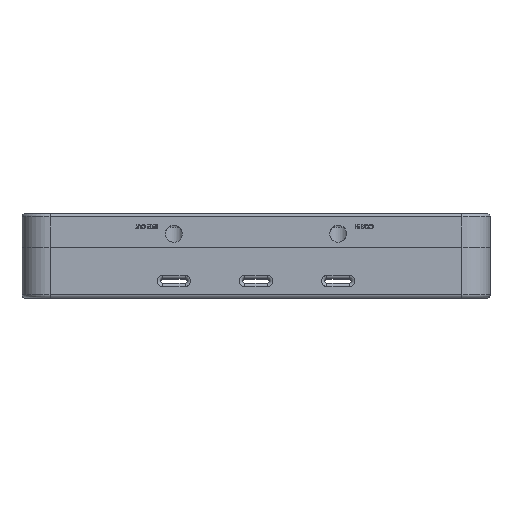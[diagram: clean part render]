
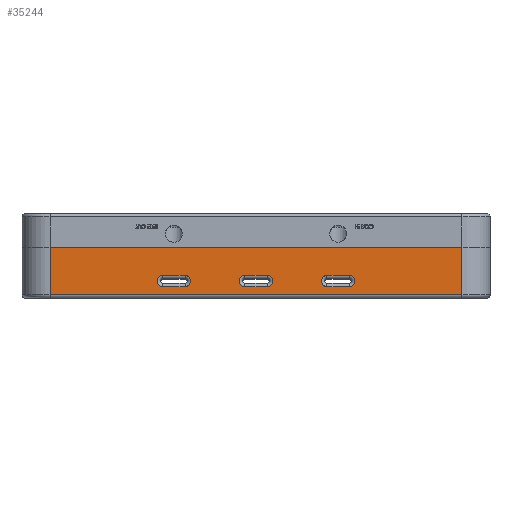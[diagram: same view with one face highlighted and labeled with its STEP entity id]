
A CAD part, top view. The second image highlights one B-rep face of the part: STEP entity #35244.
In plain terms, the highlighted planar face has unit normal (0, 0, 1).
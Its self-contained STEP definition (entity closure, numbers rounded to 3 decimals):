
#3957 = AXIS2_PLACEMENT_3D ( 'NONE', #16701, #16685, #16706 ) ;
#9753 = EDGE_CURVE ( 'NONE', #38948, #38335, #45872, .T. ) ;
#9998 = EDGE_CURVE ( 'NONE', #25821, #44023, #46419, .T. ) ;
#9999 = EDGE_CURVE ( 'NONE', #44023, #45103, #46405, .T. ) ;
#10000 = EDGE_CURVE ( 'NONE', #45103, #74991, #46427, .T. ) ;
#10001 = EDGE_CURVE ( 'NONE', #74991, #25821, #46429, .T. ) ;
#10002 = EDGE_CURVE ( 'NONE', #74934, #54482, #46433, .T. ) ;
#10003 = EDGE_CURVE ( 'NONE', #54482, #74922, #46423, .T. ) ;
#10004 = EDGE_CURVE ( 'NONE', #74922, #74963, #46439, .T. ) ;
#10005 = EDGE_CURVE ( 'NONE', #74963, #74934, #46441, .T. ) ;
#10006 = EDGE_CURVE ( 'NONE', #25813, #75010, #46445, .T. ) ;
#10007 = EDGE_CURVE ( 'NONE', #75010, #74943, #46435, .T. ) ;
#10008 = EDGE_CURVE ( 'NONE', #74943, #75014, #46451, .T. ) ;
#10009 = EDGE_CURVE ( 'NONE', #75014, #25813, #46453, .T. ) ;
#10010 = EDGE_CURVE ( 'NONE', #38948, #75029, #46457, .T. ) ;
#10011 = EDGE_CURVE ( 'NONE', #75029, #54547, #46447, .T. ) ;
#10012 = EDGE_CURVE ( 'NONE', #54547, #38335, #46463, .T. ) ;
#16685 = DIRECTION ( 'NONE',  ( 0., 0., -1. ) ) ;
#16701 = CARTESIAN_POINT ( 'NONE',  ( -208., 50., 158. ) ) ;
#16704 = PLANE ( 'NONE',  #3957 ) ;
#16706 = DIRECTION ( 'NONE',  ( -1., 0., 0. ) ) ;
#20621 = CARTESIAN_POINT ( 'NONE',  ( 63., 30., 158. ) ) ;
#20624 = CARTESIAN_POINT ( 'NONE',  ( -83., 30., 158. ) ) ;
#25813 = VERTEX_POINT ( 'NONE', #20621 ) ;
#25821 = VERTEX_POINT ( 'NONE', #20624 ) ;
#26668 = CARTESIAN_POINT ( 'NONE',  ( 10., 20., 158. ) ) ;
#26683 = CARTESIAN_POINT ( 'NONE',  ( -10., 30., 158. ) ) ;
#26694 = CARTESIAN_POINT ( 'NONE',  ( 83., 20., 158. ) ) ;
#26716 = CARTESIAN_POINT ( 'NONE',  ( -10., 20., 158. ) ) ;
#26752 = CARTESIAN_POINT ( 'NONE',  ( -83., 20., 158. ) ) ;
#26775 = CARTESIAN_POINT ( 'NONE',  ( 83., 30., 158. ) ) ;
#26781 = CARTESIAN_POINT ( 'NONE',  ( 63., 20., 158. ) ) ;
#26800 = CARTESIAN_POINT ( 'NONE',  ( 183., 37., 158. ) ) ;
#29839 = EDGE_LOOP ( 'NONE', ( #38540, #38548, #70339, #38831 ) ) ;
#30391 = EDGE_LOOP ( 'NONE', ( #75618, #38656, #38746, #70380 ) ) ;
#30683 = EDGE_LOOP ( 'NONE', ( #38724, #38361, #38895, #38595 ) ) ;
#30767 = EDGE_LOOP ( 'NONE', ( #38444, #38562, #70500, #38525 ) ) ;
#35244 = ADVANCED_FACE ( 'NONE', ( #47440, #47456, #47442, #47454 ), #16704, .F. ) ;
#38335 = VERTEX_POINT ( 'NONE', #72273 ) ;
#38361 = ORIENTED_EDGE ( 'NONE', *, *, #10007, .T. ) ;
#38444 = ORIENTED_EDGE ( 'NONE', *, *, #9998, .T. ) ;
#38525 = ORIENTED_EDGE ( 'NONE', *, *, #10001, .T. ) ;
#38540 = ORIENTED_EDGE ( 'NONE', *, *, #10002, .T. ) ;
#38548 = ORIENTED_EDGE ( 'NONE', *, *, #10003, .T. ) ;
#38562 = ORIENTED_EDGE ( 'NONE', *, *, #9999, .T. ) ;
#38595 = ORIENTED_EDGE ( 'NONE', *, *, #10009, .T. ) ;
#38656 = ORIENTED_EDGE ( 'NONE', *, *, #10011, .T. ) ;
#38724 = ORIENTED_EDGE ( 'NONE', *, *, #10006, .T. ) ;
#38746 = ORIENTED_EDGE ( 'NONE', *, *, #10012, .T. ) ;
#38831 = ORIENTED_EDGE ( 'NONE', *, *, #10005, .T. ) ;
#38895 = ORIENTED_EDGE ( 'NONE', *, *, #10008, .T. ) ;
#38948 = VERTEX_POINT ( 'NONE', #72449 ) ;
#44023 = VERTEX_POINT ( 'NONE', #50844 ) ;
#45103 = VERTEX_POINT ( 'NONE', #50849 ) ;
#45872 = LINE ( 'NONE', #48861, #45876 ) ;
#45876 = VECTOR ( 'NONE', #48863, 1000. ) ;
#46405 = CIRCLE ( 'NONE', #48596, 5. ) ;
#46419 = LINE ( 'NONE', #53594, #46425 ) ;
#46423 = CIRCLE ( 'NONE', #48601, 5. ) ;
#46425 = VECTOR ( 'NONE', #53596, 1000. ) ;
#46427 = LINE ( 'NONE', #53595, #46431 ) ;
#46429 = CIRCLE ( 'NONE', #48598, 5. ) ;
#46431 = VECTOR ( 'NONE', #53577, 1000. ) ;
#46433 = LINE ( 'NONE', #53597, #46437 ) ;
#46435 = CIRCLE ( 'NONE', #48604, 5. ) ;
#46437 = VECTOR ( 'NONE', #53598, 1000. ) ;
#46439 = LINE ( 'NONE', #53606, #46443 ) ;
#46441 = CIRCLE ( 'NONE', #48603, 5. ) ;
#46443 = VECTOR ( 'NONE', #53602, 1000. ) ;
#46445 = LINE ( 'NONE', #53607, #46449 ) ;
#46447 = LINE ( 'NONE', #53622, #46465 ) ;
#46449 = VECTOR ( 'NONE', #53608, 1000. ) ;
#46451 = LINE ( 'NONE', #53616, #46455 ) ;
#46453 = CIRCLE ( 'NONE', #48607, 5. ) ;
#46455 = VECTOR ( 'NONE', #53612, 1000. ) ;
#46457 = LINE ( 'NONE', #53617, #46461 ) ;
#46461 = VECTOR ( 'NONE', #53618, 1000. ) ;
#46463 = LINE ( 'NONE', #53628, #46469 ) ;
#46465 = VECTOR ( 'NONE', #53627, 1000. ) ;
#46469 = VECTOR ( 'NONE', #53629, 1000. ) ;
#47440 = FACE_BOUND ( 'NONE', #30767, .T. ) ;
#47442 = FACE_BOUND ( 'NONE', #30683, .T. ) ;
#47454 = FACE_OUTER_BOUND ( 'NONE', #30391, .T. ) ;
#47456 = FACE_BOUND ( 'NONE', #29839, .T. ) ;
#48596 = AXIS2_PLACEMENT_3D ( 'NONE', #53599, #53600, #53601 ) ;
#48598 = AXIS2_PLACEMENT_3D ( 'NONE', #53603, #53604, #53605 ) ;
#48601 = AXIS2_PLACEMENT_3D ( 'NONE', #53609, #53610, #53611 ) ;
#48603 = AXIS2_PLACEMENT_3D ( 'NONE', #53613, #53614, #53615 ) ;
#48604 = AXIS2_PLACEMENT_3D ( 'NONE', #53619, #53620, #53621 ) ;
#48607 = AXIS2_PLACEMENT_3D ( 'NONE', #53623, #53624, #53625 ) ;
#48861 = CARTESIAN_POINT ( 'NONE',  ( 183., -5., 158. ) ) ;
#48863 = DIRECTION ( 'NONE',  ( -1., 0., 0. ) ) ;
#50844 = CARTESIAN_POINT ( 'NONE',  ( -63., 30., 158. ) ) ;
#50849 = CARTESIAN_POINT ( 'NONE',  ( -63., 20., 158. ) ) ;
#50942 = CARTESIAN_POINT ( 'NONE',  ( 10., 30., 158. ) ) ;
#50945 = CARTESIAN_POINT ( 'NONE',  ( -183., 37., 158. ) ) ;
#53577 = DIRECTION ( 'NONE',  ( -1., 0., 0. ) ) ;
#53594 = CARTESIAN_POINT ( 'NONE',  ( -208., 30., 158. ) ) ;
#53595 = CARTESIAN_POINT ( 'NONE',  ( -208., 20., 158. ) ) ;
#53596 = DIRECTION ( 'NONE',  ( 1., 0., 0. ) ) ;
#53597 = CARTESIAN_POINT ( 'NONE',  ( -208., 30., 158. ) ) ;
#53598 = DIRECTION ( 'NONE',  ( 1., 0., 0. ) ) ;
#53599 = CARTESIAN_POINT ( 'NONE',  ( -63., 25., 158. ) ) ;
#53600 = DIRECTION ( 'NONE',  ( 0., 0., -1. ) ) ;
#53601 = DIRECTION ( 'NONE',  ( -1., 0., 0. ) ) ;
#53602 = DIRECTION ( 'NONE',  ( -1., 0., 0. ) ) ;
#53603 = CARTESIAN_POINT ( 'NONE',  ( -83., 25., 158. ) ) ;
#53604 = DIRECTION ( 'NONE',  ( 0., 0., -1. ) ) ;
#53605 = DIRECTION ( 'NONE',  ( -1., 0., 0. ) ) ;
#53606 = CARTESIAN_POINT ( 'NONE',  ( -208., 20., 158. ) ) ;
#53607 = CARTESIAN_POINT ( 'NONE',  ( -208., 30., 158. ) ) ;
#53608 = DIRECTION ( 'NONE',  ( 1., 0., 0. ) ) ;
#53609 = CARTESIAN_POINT ( 'NONE',  ( 10., 25., 158. ) ) ;
#53610 = DIRECTION ( 'NONE',  ( 0., 0., -1. ) ) ;
#53611 = DIRECTION ( 'NONE',  ( -1., 0., 0. ) ) ;
#53612 = DIRECTION ( 'NONE',  ( -1., 0., 0. ) ) ;
#53613 = CARTESIAN_POINT ( 'NONE',  ( -10., 25., 158. ) ) ;
#53614 = DIRECTION ( 'NONE',  ( 0., 0., -1. ) ) ;
#53615 = DIRECTION ( 'NONE',  ( -1., 0., 0. ) ) ;
#53616 = CARTESIAN_POINT ( 'NONE',  ( -208., 20., 158. ) ) ;
#53617 = CARTESIAN_POINT ( 'NONE',  ( 183., 50., 158. ) ) ;
#53618 = DIRECTION ( 'NONE',  ( 0., 1., 0. ) ) ;
#53619 = CARTESIAN_POINT ( 'NONE',  ( 83., 25., 158. ) ) ;
#53620 = DIRECTION ( 'NONE',  ( 0., 0., -1. ) ) ;
#53621 = DIRECTION ( 'NONE',  ( -1., 0., 0. ) ) ;
#53622 = CARTESIAN_POINT ( 'NONE',  ( -183., 37., 158. ) ) ;
#53623 = CARTESIAN_POINT ( 'NONE',  ( 63., 25., 158. ) ) ;
#53624 = DIRECTION ( 'NONE',  ( 0., 0., -1. ) ) ;
#53625 = DIRECTION ( 'NONE',  ( -1., 0., 0. ) ) ;
#53627 = DIRECTION ( 'NONE',  ( -1., 0., 0. ) ) ;
#53628 = CARTESIAN_POINT ( 'NONE',  ( -183., 50., 158. ) ) ;
#53629 = DIRECTION ( 'NONE',  ( 0., -1., 0. ) ) ;
#54482 = VERTEX_POINT ( 'NONE', #50942 ) ;
#54547 = VERTEX_POINT ( 'NONE', #50945 ) ;
#70339 = ORIENTED_EDGE ( 'NONE', *, *, #10004, .T. ) ;
#70380 = ORIENTED_EDGE ( 'NONE', *, *, #9753, .F. ) ;
#70500 = ORIENTED_EDGE ( 'NONE', *, *, #10000, .T. ) ;
#72273 = CARTESIAN_POINT ( 'NONE',  ( -183., -5., 158. ) ) ;
#72449 = CARTESIAN_POINT ( 'NONE',  ( 183., -5., 158. ) ) ;
#74922 = VERTEX_POINT ( 'NONE', #26668 ) ;
#74934 = VERTEX_POINT ( 'NONE', #26683 ) ;
#74943 = VERTEX_POINT ( 'NONE', #26694 ) ;
#74963 = VERTEX_POINT ( 'NONE', #26716 ) ;
#74991 = VERTEX_POINT ( 'NONE', #26752 ) ;
#75010 = VERTEX_POINT ( 'NONE', #26775 ) ;
#75014 = VERTEX_POINT ( 'NONE', #26781 ) ;
#75029 = VERTEX_POINT ( 'NONE', #26800 ) ;
#75618 = ORIENTED_EDGE ( 'NONE', *, *, #10010, .T. ) ;
